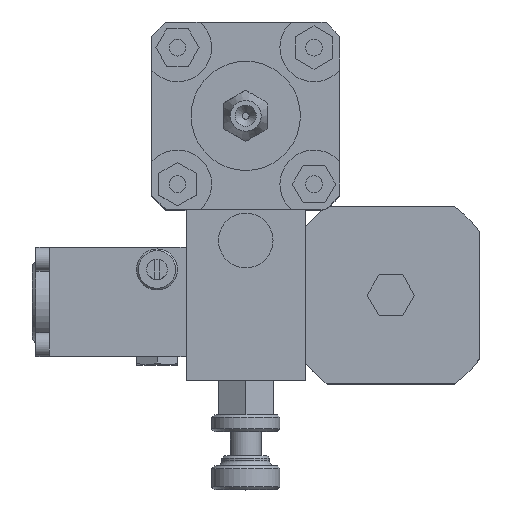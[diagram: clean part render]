
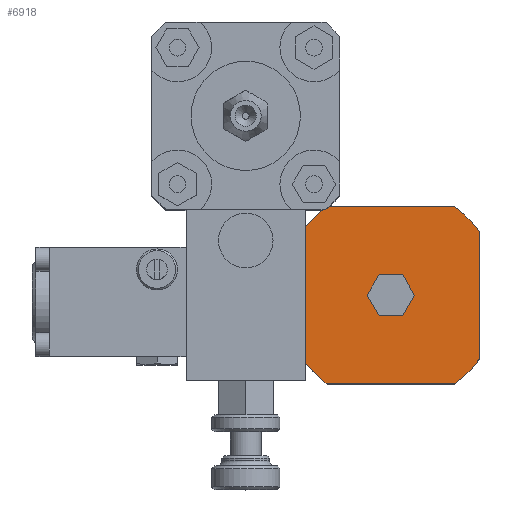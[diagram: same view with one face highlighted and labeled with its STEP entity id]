
A CAD part, top view. The second image highlights one B-rep face of the part: STEP entity #6918.
In plain terms, the highlighted face is planar.
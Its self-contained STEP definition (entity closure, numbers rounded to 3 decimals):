
#315=LINE('',#9735,#692);
#321=LINE('',#9764,#698);
#325=LINE('',#9779,#702);
#329=LINE('',#9791,#706);
#331=LINE('',#9797,#708);
#332=LINE('',#9800,#709);
#333=LINE('',#9802,#710);
#334=LINE('',#9804,#711);
#335=LINE('',#9806,#712);
#336=LINE('',#9808,#713);
#692=VECTOR('',#8267,1000.);
#698=VECTOR('',#8303,1000.);
#702=VECTOR('',#8321,1000.);
#706=VECTOR('',#8333,1000.);
#708=VECTOR('',#8341,1000.);
#709=VECTOR('',#8342,1000.);
#710=VECTOR('',#8343,1000.);
#711=VECTOR('',#8344,1000.);
#712=VECTOR('',#8345,1000.);
#713=VECTOR('',#8346,1000.);
#968=PLANE('',#7358);
#1686=ORIENTED_EDGE('',*,*,#2631,.T.);
#1687=ORIENTED_EDGE('',*,*,#2632,.T.);
#1688=ORIENTED_EDGE('',*,*,#2633,.T.);
#1689=ORIENTED_EDGE('',*,*,#2634,.T.);
#1690=ORIENTED_EDGE('',*,*,#2635,.T.);
#1691=ORIENTED_EDGE('',*,*,#2636,.T.);
#1692=ORIENTED_EDGE('',*,*,#2602,.T.);
#1693=ORIENTED_EDGE('',*,*,#2619,.F.);
#1694=ORIENTED_EDGE('',*,*,#2622,.F.);
#1695=ORIENTED_EDGE('',*,*,#2625,.F.);
#1696=ORIENTED_EDGE('',*,*,#2628,.F.);
#1697=ORIENTED_EDGE('',*,*,#2610,.F.);
#1698=ORIENTED_EDGE('',*,*,#2614,.F.);
#1699=ORIENTED_EDGE('',*,*,#2617,.F.);
#2602=EDGE_CURVE('',#3145,#3146,#315,.T.);
#2610=EDGE_CURVE('',#3151,#3152,#3465,.T.);
#2614=EDGE_CURVE('',#3155,#3151,#321,.T.);
#2617=EDGE_CURVE('',#3145,#3155,#3467,.T.);
#2619=EDGE_CURVE('',#3157,#3146,#3469,.T.);
#2622=EDGE_CURVE('',#3159,#3157,#325,.T.);
#2625=EDGE_CURVE('',#3161,#3159,#3471,.T.);
#2628=EDGE_CURVE('',#3152,#3161,#329,.T.);
#2631=EDGE_CURVE('',#3164,#3165,#331,.T.);
#2632=EDGE_CURVE('',#3165,#3166,#332,.T.);
#2633=EDGE_CURVE('',#3166,#3167,#333,.T.);
#2634=EDGE_CURVE('',#3167,#3168,#334,.T.);
#2635=EDGE_CURVE('',#3168,#3169,#335,.T.);
#2636=EDGE_CURVE('',#3169,#3164,#336,.T.);
#3145=VERTEX_POINT('',#9730);
#3146=VERTEX_POINT('',#9734);
#3151=VERTEX_POINT('',#9756);
#3152=VERTEX_POINT('',#9757);
#3155=VERTEX_POINT('',#9765);
#3157=VERTEX_POINT('',#9774);
#3159=VERTEX_POINT('',#9780);
#3161=VERTEX_POINT('',#9786);
#3164=VERTEX_POINT('',#9798);
#3165=VERTEX_POINT('',#9799);
#3166=VERTEX_POINT('',#9801);
#3167=VERTEX_POINT('',#9803);
#3168=VERTEX_POINT('',#9805);
#3169=VERTEX_POINT('',#9807);
#3465=CIRCLE('',#7342,32.);
#3467=CIRCLE('',#7346,32.);
#3469=CIRCLE('',#7349,32.);
#3471=CIRCLE('',#7353,32.);
#3799=EDGE_LOOP('',(#1686,#1687,#1688,#1689,#1690,#1691));
#3800=EDGE_LOOP('',(#1692,#1693,#1694,#1695,#1696,#1697,#1698,#1699));
#4259=FACE_BOUND('',#3799,.T.);
#4260=FACE_BOUND('',#3800,.T.);
#6918=ADVANCED_FACE('',(#4259,#4260),#968,.F.);
#7342=AXIS2_PLACEMENT_3D('',#9755,#8295,#8296);
#7346=AXIS2_PLACEMENT_3D('',#9770,#8308,#8309);
#7349=AXIS2_PLACEMENT_3D('',#9773,#8314,#8315);
#7353=AXIS2_PLACEMENT_3D('',#9785,#8326,#8327);
#7358=AXIS2_PLACEMENT_3D('',#9796,#8339,#8340);
#8267=DIRECTION('',(0.,0.,1.));
#8295=DIRECTION('',(1.,0.,0.));
#8296=DIRECTION('',(0.,0.583,-0.812));
#8303=DIRECTION('',(0.,1.,0.));
#8308=DIRECTION('',(1.,0.,0.));
#8309=DIRECTION('',(0.,-0.812,-0.583));
#8314=DIRECTION('',(1.,0.,0.));
#8315=DIRECTION('',(0.,-0.583,0.812));
#8321=DIRECTION('',(0.,-1.,0.));
#8326=DIRECTION('',(1.,0.,0.));
#8327=DIRECTION('',(0.,0.812,0.583));
#8333=DIRECTION('',(0.,0.,1.));
#8339=DIRECTION('',(1.,0.,0.));
#8340=DIRECTION('',(0.,0.,-1.));
#8341=DIRECTION('',(0.,0.5,-0.866));
#8342=DIRECTION('',(0.,1.,0.));
#8343=DIRECTION('',(0.,0.5,0.866));
#8344=DIRECTION('',(0.,-0.5,0.866));
#8345=DIRECTION('',(0.,-1.,0.));
#8346=DIRECTION('',(0.,-0.5,-0.866));
#9730=CARTESIAN_POINT('',(-8.,17.5,5.025));
#9734=CARTESIAN_POINT('',(-8.,17.5,44.975));
#9735=CARTESIAN_POINT('',(-8.,17.5,5.025));
#9755=CARTESIAN_POINT('',(-8.,42.5,25.));
#9756=CARTESIAN_POINT('',(-8.,61.155,-1.));
#9757=CARTESIAN_POINT('',(-8.,68.5,6.345));
#9764=CARTESIAN_POINT('',(-8.,23.845,-1.));
#9765=CARTESIAN_POINT('',(-8.,23.845,-1.));
#9770=CARTESIAN_POINT('',(-8.,42.5,25.));
#9773=CARTESIAN_POINT('',(-8.,42.5,25.));
#9774=CARTESIAN_POINT('',(-8.,23.845,51.));
#9779=CARTESIAN_POINT('',(-8.,61.155,51.));
#9780=CARTESIAN_POINT('',(-8.,61.155,51.));
#9785=CARTESIAN_POINT('',(-8.,42.5,25.));
#9786=CARTESIAN_POINT('',(-8.,68.5,43.655));
#9791=CARTESIAN_POINT('',(-8.,68.5,6.345));
#9796=CARTESIAN_POINT('',(-8.,42.5,25.));
#9797=CARTESIAN_POINT('',(-8.,35.572,25.));
#9798=CARTESIAN_POINT('',(-8.,35.572,25.));
#9799=CARTESIAN_POINT('',(-8.,39.036,19.));
#9800=CARTESIAN_POINT('',(-8.,39.036,19.));
#9801=CARTESIAN_POINT('',(-8.,45.964,19.));
#9802=CARTESIAN_POINT('',(-8.,45.964,19.));
#9803=CARTESIAN_POINT('',(-8.,49.428,25.));
#9804=CARTESIAN_POINT('',(-8.,49.428,25.));
#9805=CARTESIAN_POINT('',(-8.,45.964,31.));
#9806=CARTESIAN_POINT('',(-8.,45.964,31.));
#9807=CARTESIAN_POINT('',(-8.,39.036,31.));
#9808=CARTESIAN_POINT('',(-8.,39.036,31.));
